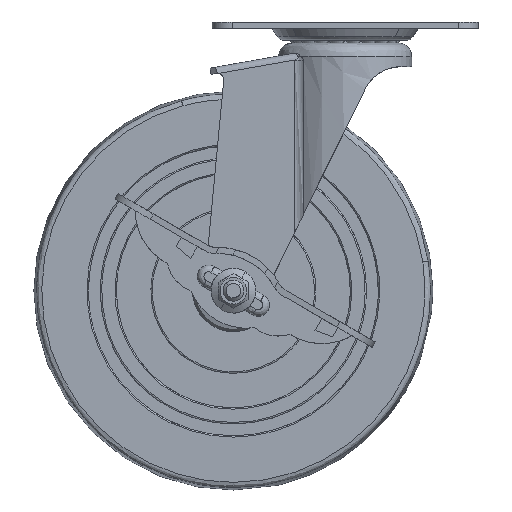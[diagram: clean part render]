
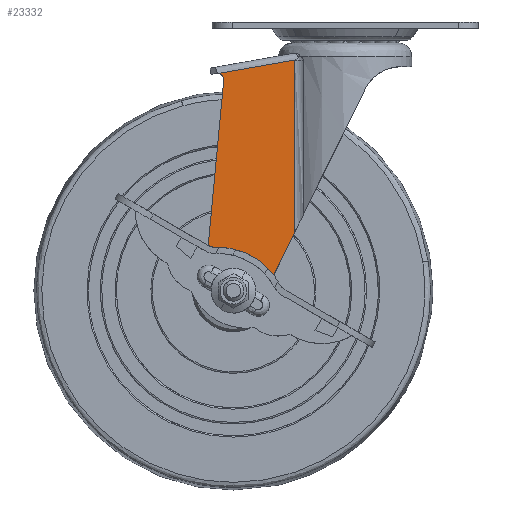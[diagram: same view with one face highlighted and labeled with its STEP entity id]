
A CAD part, front view. The second image highlights one B-rep face of the part: STEP entity #23332.
In plain terms, the highlighted free-form (B-spline) face has degree [1, 1] with [2, 2] control points.
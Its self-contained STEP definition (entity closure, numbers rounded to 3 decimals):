
#18570=CARTESIAN_POINT('',(2.79,-18.268,-2.867));
#18571=VERTEX_POINT('',#18570);
#18577=CARTESIAN_POINT('',(4.,-18.269,0.0));
#18578=VERTEX_POINT('',#18577);
#18579=CARTESIAN_POINT('',(4.,-18.269,0.0));
#18580=CARTESIAN_POINT('',(4.,-18.269,-0.499));
#18581=CARTESIAN_POINT('',(3.798,-18.269,-1.564));
#18582=CARTESIAN_POINT('',(3.196,-18.268,-2.472));
#18583=CARTESIAN_POINT('',(2.79,-18.268,-2.867));
#18584=B_SPLINE_CURVE_WITH_KNOTS('',3,(#18579,#18580,#18581,#18582,#18583),.UNSPECIFIED.,.F.,.U.,(4,1,4),(0.,1.498,3.196),.UNSPECIFIED.);
#18585=EDGE_CURVE('',#18578,#18571,#18584,.T.);
#18587=CARTESIAN_POINT('',(0.,-18.267,4.));
#18588=VERTEX_POINT('',#18587);
#18589=CARTESIAN_POINT('',(0.,-18.267,4.));
#18590=CARTESIAN_POINT('',(0.556,-18.267,4.001));
#18591=CARTESIAN_POINT('',(1.57,-18.268,3.785));
#18592=CARTESIAN_POINT('',(2.675,-18.268,3.047));
#18593=CARTESIAN_POINT('',(3.311,-18.268,2.291));
#18594=CARTESIAN_POINT('',(3.833,-18.269,1.341));
#18595=CARTESIAN_POINT('',(4.001,-18.269,0.556));
#18596=CARTESIAN_POINT('',(4.,-18.269,0.0));
#18597=B_SPLINE_CURVE_WITH_KNOTS('',3,(#18589,#18590,#18591,#18592,#18593,#18594,#18595,#18596),.UNSPECIFIED.,.F.,.U.,(4,1,1,1,1,4),(0.,1.669,3.044,3.927,4.614,6.283),.UNSPECIFIED.);
#18598=EDGE_CURVE('',#18588,#18578,#18597,.T.);
#18600=CARTESIAN_POINT('',(-4.,-18.266,0.));
#18601=VERTEX_POINT('',#18600);
#18602=CARTESIAN_POINT('',(-4.,-18.266,0.));
#18603=CARTESIAN_POINT('',(-4.,-18.266,0.393));
#18604=CARTESIAN_POINT('',(-3.874,-18.266,1.244));
#18605=CARTESIAN_POINT('',(-3.307,-18.266,2.371));
#18606=CARTESIAN_POINT('',(-2.418,-18.266,3.26));
#18607=CARTESIAN_POINT('',(-1.309,-18.267,3.852));
#18608=CARTESIAN_POINT('',(-0.458,-18.267,4.));
#18609=CARTESIAN_POINT('',(0.,-18.267,4.));
#18610=B_SPLINE_CURVE_WITH_KNOTS('',3,(#18602,#18603,#18604,#18605,#18606,#18607,#18608,#18609),.UNSPECIFIED.,.F.,.U.,(4,1,1,1,1,4),(0.,1.178,2.553,3.731,4.909,6.283),.UNSPECIFIED.);
#18611=EDGE_CURVE('',#18601,#18588,#18610,.T.);
#18613=CARTESIAN_POINT('',(-2.702,-18.266,-2.949));
#18614=VERTEX_POINT('',#18613);
#18615=CARTESIAN_POINT('',(-2.702,-18.266,-2.949));
#18616=CARTESIAN_POINT('',(-2.983,-18.266,-2.693));
#18617=CARTESIAN_POINT('',(-3.447,-18.266,-2.126));
#18618=CARTESIAN_POINT('',(-3.896,-18.266,-1.105));
#18619=CARTESIAN_POINT('',(-4.,-18.266,-0.38));
#18620=CARTESIAN_POINT('',(-4.,-18.266,0.));
#18621=B_SPLINE_CURVE_WITH_KNOTS('',3,(#18615,#18616,#18617,#18618,#18619,#18620),.UNSPECIFIED.,.F.,.U.,(4,1,1,4),(0.,1.14,2.176,3.316),.UNSPECIFIED.);
#18622=EDGE_CURVE('',#18614,#18601,#18621,.T.);
#18703=CARTESIAN_POINT('',(0.,-18.267,-4.));
#18704=VERTEX_POINT('',#18703);
#18705=CARTESIAN_POINT('',(0.,-18.267,-4.));
#18706=CARTESIAN_POINT('',(-0.402,-18.267,-4.));
#18707=CARTESIAN_POINT('',(-1.391,-18.267,-3.85));
#18708=CARTESIAN_POINT('',(-2.27,-18.266,-3.347));
#18709=CARTESIAN_POINT('',(-2.702,-18.266,-2.949));
#18710=B_SPLINE_CURVE_WITH_KNOTS('',3,(#18705,#18706,#18707,#18708,#18709),.UNSPECIFIED.,.F.,.U.,(4,1,4),(0.,1.205,2.967),.UNSPECIFIED.);
#18711=EDGE_CURVE('',#18704,#18614,#18710,.T.);
#18713=CARTESIAN_POINT('',(2.79,-18.268,-2.867));
#18714=CARTESIAN_POINT('',(2.352,-18.268,-3.294));
#18715=CARTESIAN_POINT('',(1.447,-18.268,-3.837));
#18716=CARTESIAN_POINT('',(0.418,-18.267,-4.));
#18717=CARTESIAN_POINT('',(0.,-18.267,-4.));
#18718=B_SPLINE_CURVE_WITH_KNOTS('',3,(#18713,#18714,#18715,#18716,#18717),.UNSPECIFIED.,.F.,.U.,(4,1,4),(0.,1.833,3.087),.UNSPECIFIED.);
#18719=EDGE_CURVE('',#18571,#18704,#18718,.T.);
#22119=CARTESIAN_POINT('',(23.075,-18.276,86.717));
#22120=VERTEX_POINT('',#22119);
#22189=CARTESIAN_POINT('',(23.075,-18.276,22.016));
#22190=VERTEX_POINT('',#22189);
#22205=CARTESIAN_POINT('',(23.075,-18.276,22.016));
#22206=CARTESIAN_POINT('',(23.075,-18.276,86.717));
#22207=QUASI_UNIFORM_CURVE('',1,(#22205,#22206),.UNSPECIFIED.,.F.,.U.);
#22208=EDGE_CURVE('',#22190,#22120,#22207,.T.);
#22371=CARTESIAN_POINT('',(-5.568,-18.265,81.667));
#22372=VERTEX_POINT('',#22371);
#22378=CARTESIAN_POINT('',(23.075,-18.276,86.717));
#22379=CARTESIAN_POINT('',(-5.568,-18.265,81.667));
#22380=QUASI_UNIFORM_CURVE('',1,(#22378,#22379),.UNSPECIFIED.,.F.,.U.);
#22381=EDGE_CURVE('',#22120,#22372,#22380,.T.);
#22511=CARTESIAN_POINT('',(-3.644,-18.266,78.998));
#22512=VERTEX_POINT('',#22511);
#22513=CARTESIAN_POINT('',(-5.568,-18.265,81.667));
#22514=CARTESIAN_POINT('',(-5.185,-18.265,81.579));
#22515=CARTESIAN_POINT('',(-4.653,-18.265,81.311));
#22516=CARTESIAN_POINT('',(-4.031,-18.266,80.656));
#22517=CARTESIAN_POINT('',(-3.67,-18.266,79.921));
#22518=CARTESIAN_POINT('',(-3.616,-18.266,79.296));
#22519=CARTESIAN_POINT('',(-3.644,-18.266,78.998));
#22520=B_SPLINE_CURVE_WITH_KNOTS('',3,(#22513,#22514,#22515,#22516,#22517,#22518,#22519),.UNSPECIFIED.,.F.,.U.,(4,1,1,1,4),(0.,1.178,1.739,2.693,3.591),.UNSPECIFIED.);
#22521=EDGE_CURVE('',#22372,#22512,#22520,.T.);
#22576=CARTESIAN_POINT('',(9.872,-18.271,-4.851));
#22577=VERTEX_POINT('',#22576);
#22578=CARTESIAN_POINT('',(-10.952,-18.263,1.027));
#22579=VERTEX_POINT('',#22578);
#22580=CARTESIAN_POINT('',(9.872,-18.271,-4.851));
#22581=CARTESIAN_POINT('',(9.521,-18.271,-5.566));
#22582=CARTESIAN_POINT('',(8.621,-18.271,-6.985));
#22583=CARTESIAN_POINT('',(6.936,-18.27,-8.644));
#22584=CARTESIAN_POINT('',(4.979,-18.269,-9.887));
#22585=CARTESIAN_POINT('',(3.19,-18.268,-10.583));
#22586=CARTESIAN_POINT('',(1.236,-18.268,-10.984));
#22587=CARTESIAN_POINT('',(-0.723,-18.267,-11.051));
#22588=CARTESIAN_POINT('',(-2.773,-18.266,-10.706));
#22589=CARTESIAN_POINT('',(-4.614,-18.265,-10.043));
#22590=CARTESIAN_POINT('',(-6.179,-18.265,-9.159));
#22591=CARTESIAN_POINT('',(-7.641,-18.264,-7.985));
#22592=CARTESIAN_POINT('',(-8.835,-18.264,-6.64));
#22593=CARTESIAN_POINT('',(-9.828,-18.263,-5.048));
#22594=CARTESIAN_POINT('',(-10.596,-18.263,-3.205));
#22595=CARTESIAN_POINT('',(-11.017,-18.263,-1.126));
#22596=CARTESIAN_POINT('',(-11.015,-18.263,0.353));
#22597=CARTESIAN_POINT('',(-10.952,-18.263,1.027));
#22598=B_SPLINE_CURVE_WITH_KNOTS('',3,(#22580,#22581,#22582,#22583,#22584,#22585,#22586,#22587,#22588,#22589,#22590,#22591,#22592,#22593,#22594,#22595,#22596,#22597),.UNSPECIFIED.,.F.,.U.,(4,1,1,1,1,1,1,1,1,1,1,1,1,1,1,4),(0.,2.388,5.014,7.043,9.312,10.744,13.013,15.161,16.952,18.862,20.533,22.563,24.234,26.144,28.532,30.561),.UNSPECIFIED.);
#22599=EDGE_CURVE('',#22577,#22579,#22598,.T.);
#22760=CARTESIAN_POINT('',(9.872,-18.271,-4.851));
#22761=CARTESIAN_POINT('',(23.075,-18.276,22.016));
#22762=QUASI_UNIFORM_CURVE('',1,(#22760,#22761),.UNSPECIFIED.,.F.,.U.);
#22763=EDGE_CURVE('',#22577,#22190,#22762,.T.);
#22830=CARTESIAN_POINT('',(-3.644,-18.266,78.998));
#22831=CARTESIAN_POINT('',(-10.952,-18.263,1.027));
#22832=QUASI_UNIFORM_CURVE('',1,(#22830,#22831),.UNSPECIFIED.,.F.,.U.);
#22833=EDGE_CURVE('',#22512,#22579,#22832,.T.);
#23311=CARTESIAN_POINT('',(24.777,-18.277,-15.881));
#23312=CARTESIAN_POINT('',(-12.702,-18.262,-15.881));
#23313=CARTESIAN_POINT('',(24.777,-18.277,91.598));
#23314=CARTESIAN_POINT('',(-12.702,-18.262,91.598));
#23315=B_SPLINE_SURFACE_WITH_KNOTS('',1,1,((#23311,#23313),(#23312,#23314)),.UNSPECIFIED.,.F.,.F.,.U.,(2,2),(2,2),(0.0,37.48),(0.0,107.479),.UNSPECIFIED.);
#23316=ORIENTED_EDGE('',*,*,#22763,.T.);
#23317=ORIENTED_EDGE('',*,*,#22208,.T.);
#23318=ORIENTED_EDGE('',*,*,#22381,.T.);
#23319=ORIENTED_EDGE('',*,*,#22521,.T.);
#23320=ORIENTED_EDGE('',*,*,#22833,.T.);
#23321=ORIENTED_EDGE('',*,*,#22599,.F.);
#23322=EDGE_LOOP('',(#23316,#23317,#23318,#23319,#23320,#23321));
#23323=FACE_OUTER_BOUND('',#23322,.T.);
#23324=ORIENTED_EDGE('',*,*,#18611,.T.);
#23325=ORIENTED_EDGE('',*,*,#18598,.T.);
#23326=ORIENTED_EDGE('',*,*,#18585,.T.);
#23327=ORIENTED_EDGE('',*,*,#18719,.T.);
#23328=ORIENTED_EDGE('',*,*,#18711,.T.);
#23329=ORIENTED_EDGE('',*,*,#18622,.T.);
#23330=EDGE_LOOP('',(#23324,#23325,#23326,#23327,#23328,#23329));
#23331=FACE_BOUND('',#23330,.T.);
#23332=ADVANCED_FACE('',(#23323,#23331),#23315,.F.);
